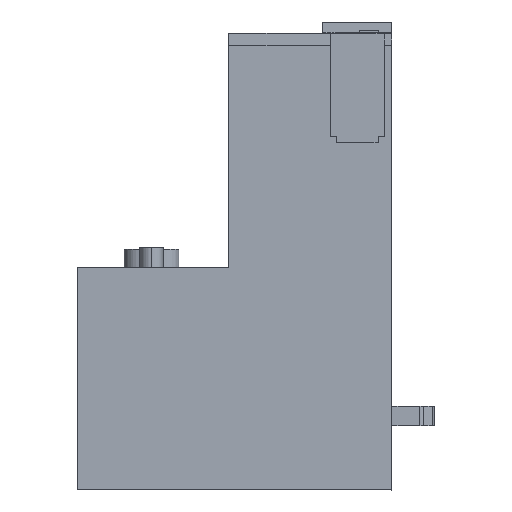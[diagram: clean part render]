
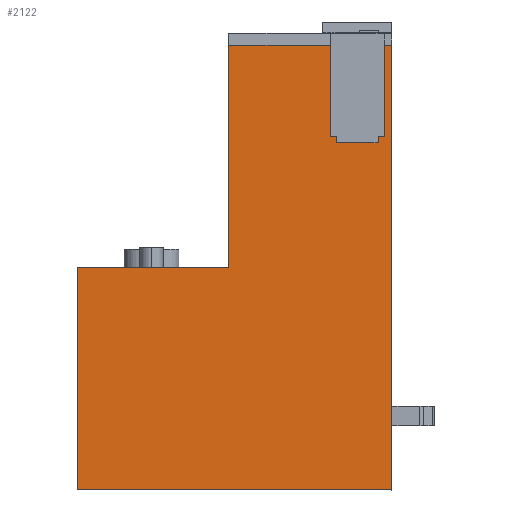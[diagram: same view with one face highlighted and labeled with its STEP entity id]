
A CAD part, front view. The second image highlights one B-rep face of the part: STEP entity #2122.
In plain terms, the highlighted planar face has unit normal (0, -1, 0).
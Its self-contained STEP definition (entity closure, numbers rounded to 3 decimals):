
#2022=AXIS2_PLACEMENT_3D('Plane Axis2P3D',#2019,#2020,#2021) ;
#1812=CARTESIAN_POINT('Vertex',(0.,0.,0.)) ;
#1815=CARTESIAN_POINT('Line Origine',(0.,0.,18.383)) ;
#1819=CARTESIAN_POINT('Vertex',(0.,0.,36.765)) ;
#2003=CARTESIAN_POINT('Vertex',(52.,0.,0.)) ;
#2006=CARTESIAN_POINT('Line Origine',(26.,0.,0.)) ;
#2019=CARTESIAN_POINT('Axis2P3D Location',(0.,0.,0.)) ;
#2024=CARTESIAN_POINT('Line Origine',(41.8,0.,66.033)) ;
#2028=CARTESIAN_POINT('Vertex',(41.8,0.,58.5)) ;
#2030=CARTESIAN_POINT('Vertex',(41.8,0.,73.566)) ;
#2033=CARTESIAN_POINT('Line Origine',(33.4,0.,73.566)) ;
#2037=CARTESIAN_POINT('Vertex',(25.,0.,73.566)) ;
#2040=CARTESIAN_POINT('Line Origine',(25.,0.,55.166)) ;
#2044=CARTESIAN_POINT('Vertex',(25.,0.,36.765)) ;
#2047=CARTESIAN_POINT('Line Origine',(12.5,0.,36.765)) ;
#2052=CARTESIAN_POINT('Line Origine',(52.,0.,36.783)) ;
#2056=CARTESIAN_POINT('Vertex',(52.,0.,73.566)) ;
#2059=CARTESIAN_POINT('Line Origine',(51.35,0.,73.566)) ;
#2063=CARTESIAN_POINT('Vertex',(50.7,0.,73.566)) ;
#2066=CARTESIAN_POINT('Line Origine',(50.7,0.,66.033)) ;
#2070=CARTESIAN_POINT('Vertex',(50.7,0.,58.5)) ;
#2073=CARTESIAN_POINT('Line Origine',(50.2,0.,58.5)) ;
#2077=CARTESIAN_POINT('Vertex',(49.7,0.,58.5)) ;
#2080=CARTESIAN_POINT('Line Origine',(49.7,0.,58.)) ;
#2084=CARTESIAN_POINT('Vertex',(49.7,0.,57.5)) ;
#2087=CARTESIAN_POINT('Line Origine',(46.25,0.,57.5)) ;
#2091=CARTESIAN_POINT('Vertex',(42.8,0.,57.5)) ;
#2094=CARTESIAN_POINT('Line Origine',(42.8,0.,58.)) ;
#2098=CARTESIAN_POINT('Vertex',(42.8,0.,58.5)) ;
#2101=CARTESIAN_POINT('Line Origine',(42.3,0.,58.5)) ;
#1816=DIRECTION('Vector Direction',(0.,0.,1.)) ;
#2007=DIRECTION('Vector Direction',(-1.,0.,0.)) ;
#2020=DIRECTION('Axis2P3D Direction',(0.,1.,0.)) ;
#2021=DIRECTION('Axis2P3D XDirection',(0.,0.,1.)) ;
#2025=DIRECTION('Vector Direction',(0.,0.,1.)) ;
#2034=DIRECTION('Vector Direction',(1.,0.,0.)) ;
#2041=DIRECTION('Vector Direction',(0.,0.,1.)) ;
#2048=DIRECTION('Vector Direction',(1.,0.,0.)) ;
#2053=DIRECTION('Vector Direction',(0.,0.,-1.)) ;
#2060=DIRECTION('Vector Direction',(1.,0.,0.)) ;
#2067=DIRECTION('Vector Direction',(0.,0.,-1.)) ;
#2074=DIRECTION('Vector Direction',(-1.,0.,0.)) ;
#2081=DIRECTION('Vector Direction',(0.,0.,-1.)) ;
#2088=DIRECTION('Vector Direction',(-1.,0.,0.)) ;
#2095=DIRECTION('Vector Direction',(0.,0.,1.)) ;
#2102=DIRECTION('Vector Direction',(-1.,0.,0.)) ;
#1817=VECTOR('Line Direction',#1816,1.) ;
#2008=VECTOR('Line Direction',#2007,1.) ;
#2026=VECTOR('Line Direction',#2025,1.) ;
#2035=VECTOR('Line Direction',#2034,1.) ;
#2042=VECTOR('Line Direction',#2041,1.) ;
#2049=VECTOR('Line Direction',#2048,1.) ;
#2054=VECTOR('Line Direction',#2053,1.) ;
#2061=VECTOR('Line Direction',#2060,1.) ;
#2068=VECTOR('Line Direction',#2067,1.) ;
#2075=VECTOR('Line Direction',#2074,1.) ;
#2082=VECTOR('Line Direction',#2081,1.) ;
#2089=VECTOR('Line Direction',#2088,1.) ;
#2096=VECTOR('Line Direction',#2095,1.) ;
#2103=VECTOR('Line Direction',#2102,1.) ;
#2107=ORIENTED_EDGE('',*,*,#2032,.T.) ;
#2108=ORIENTED_EDGE('',*,*,#2039,.F.) ;
#2109=ORIENTED_EDGE('',*,*,#2046,.F.) ;
#2110=ORIENTED_EDGE('',*,*,#2051,.F.) ;
#2111=ORIENTED_EDGE('',*,*,#1821,.F.) ;
#2112=ORIENTED_EDGE('',*,*,#2010,.F.) ;
#2113=ORIENTED_EDGE('',*,*,#2058,.F.) ;
#2114=ORIENTED_EDGE('',*,*,#2065,.F.) ;
#2115=ORIENTED_EDGE('',*,*,#2072,.T.) ;
#2116=ORIENTED_EDGE('',*,*,#2079,.T.) ;
#2117=ORIENTED_EDGE('',*,*,#2086,.T.) ;
#2118=ORIENTED_EDGE('',*,*,#2093,.T.) ;
#2119=ORIENTED_EDGE('',*,*,#2100,.T.) ;
#2120=ORIENTED_EDGE('',*,*,#2105,.T.) ;
#2122=ADVANCED_FACE('Hauptk\X2\00F6\X0\rper',(#2121),#2023,.F.) ;
#1821=EDGE_CURVE('',#1813,#1820,#1818,.T.) ;
#2010=EDGE_CURVE('',#2004,#1813,#2009,.T.) ;
#2032=EDGE_CURVE('',#2029,#2031,#2027,.T.) ;
#2039=EDGE_CURVE('',#2038,#2031,#2036,.T.) ;
#2046=EDGE_CURVE('',#2045,#2038,#2043,.T.) ;
#2051=EDGE_CURVE('',#1820,#2045,#2050,.T.) ;
#2058=EDGE_CURVE('',#2057,#2004,#2055,.T.) ;
#2065=EDGE_CURVE('',#2064,#2057,#2062,.T.) ;
#2072=EDGE_CURVE('',#2064,#2071,#2069,.T.) ;
#2079=EDGE_CURVE('',#2071,#2078,#2076,.T.) ;
#2086=EDGE_CURVE('',#2078,#2085,#2083,.T.) ;
#2093=EDGE_CURVE('',#2085,#2092,#2090,.T.) ;
#2100=EDGE_CURVE('',#2092,#2099,#2097,.T.) ;
#2105=EDGE_CURVE('',#2099,#2029,#2104,.T.) ;
#2106=EDGE_LOOP('',(#2107,#2108,#2109,#2110,#2111,#2112,#2113,#2114,#2115,#2116,#2117,#2118,#2119,#2120)) ;
#2121=FACE_OUTER_BOUND('',#2106,.T.) ;
#1818=LINE('Line',#1815,#1817) ;
#2009=LINE('Line',#2006,#2008) ;
#2027=LINE('Line',#2024,#2026) ;
#2036=LINE('Line',#2033,#2035) ;
#2043=LINE('Line',#2040,#2042) ;
#2050=LINE('Line',#2047,#2049) ;
#2055=LINE('Line',#2052,#2054) ;
#2062=LINE('Line',#2059,#2061) ;
#2069=LINE('Line',#2066,#2068) ;
#2076=LINE('Line',#2073,#2075) ;
#2083=LINE('Line',#2080,#2082) ;
#2090=LINE('Line',#2087,#2089) ;
#2097=LINE('Line',#2094,#2096) ;
#2104=LINE('Line',#2101,#2103) ;
#2023=PLANE('',#2022) ;
#1813=VERTEX_POINT('',#1812) ;
#1820=VERTEX_POINT('',#1819) ;
#2004=VERTEX_POINT('',#2003) ;
#2029=VERTEX_POINT('',#2028) ;
#2031=VERTEX_POINT('',#2030) ;
#2038=VERTEX_POINT('',#2037) ;
#2045=VERTEX_POINT('',#2044) ;
#2057=VERTEX_POINT('',#2056) ;
#2064=VERTEX_POINT('',#2063) ;
#2071=VERTEX_POINT('',#2070) ;
#2078=VERTEX_POINT('',#2077) ;
#2085=VERTEX_POINT('',#2084) ;
#2092=VERTEX_POINT('',#2091) ;
#2099=VERTEX_POINT('',#2098) ;
